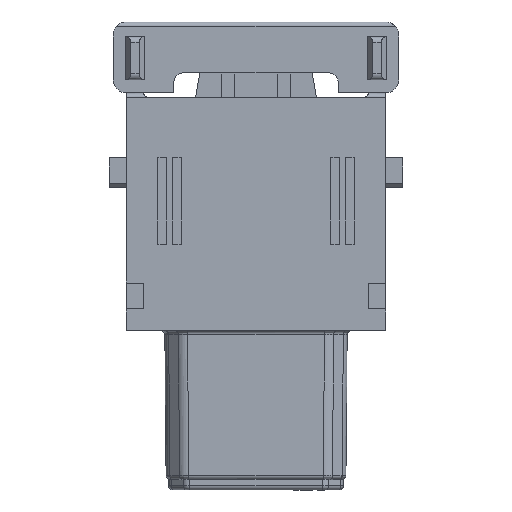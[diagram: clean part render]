
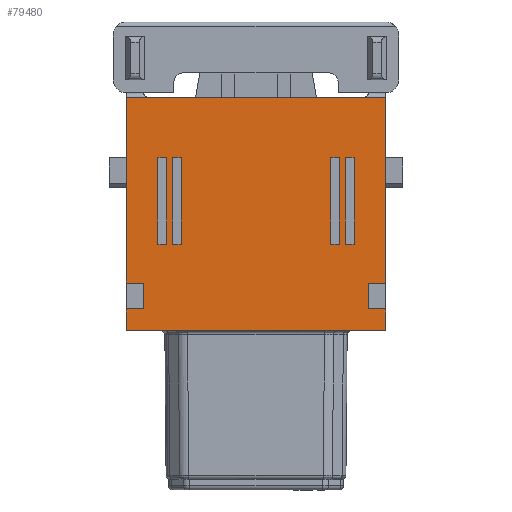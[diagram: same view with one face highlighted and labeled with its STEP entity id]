
A CAD part, left-side view. The second image highlights one B-rep face of the part: STEP entity #79480.
In plain terms, the highlighted face is planar.
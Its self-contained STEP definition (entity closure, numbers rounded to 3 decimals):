
#4350=CARTESIAN_POINT('',(56.048,53.357,-0.438));
#4360=DIRECTION('',(0.,0.,1.));
#4370=VECTOR('',#4360,1.);
#4380=LINE('',#4350,#4370);
#4390=CARTESIAN_POINT('',(56.048,53.357,-4.));
#4400=VERTEX_POINT('',#4390);
#4410=CARTESIAN_POINT('',(56.048,53.357,-2.));
#4420=VERTEX_POINT('',#4410);
#4430=EDGE_CURVE('',#4400,#4420,#4380,.T.);
#6930=CARTESIAN_POINT('',(56.048,53.357,-30.));
#6940=VERTEX_POINT('',#6930);
#6970=CARTESIAN_POINT('',(56.048,58.057,-30.));
#6980=DIRECTION('',(0.,1.,0.));
#6990=VECTOR('',#6980,1.);
#7000=LINE('',#6970,#6990);
#7010=CARTESIAN_POINT('',(56.048,56.357,-30.));
#7020=VERTEX_POINT('',#7010);
#7030=EDGE_CURVE('',#6940,#7020,#7000,.T.);
#50720=CARTESIAN_POINT('',(56.048,50.857,-32.));
#50730=VERTEX_POINT('',#50720);
#50760=CARTESIAN_POINT('',(56.048,58.057,-32.));
#50770=DIRECTION('',(0.,1.,0.));
#50780=VECTOR('',#50770,1.);
#50790=LINE('',#50760,#50780);
#50800=CARTESIAN_POINT('',(56.048,53.357,-32.));
#50810=VERTEX_POINT('',#50800);
#50820=EDGE_CURVE('',#50730,#50810,#50790,.T.);
#50950=CARTESIAN_POINT('',(56.048,56.357,-32.)
);
#50960=VERTEX_POINT('',#50950);
#50990=CARTESIAN_POINT('',(56.048,77.857,-32.)
);
#51000=DIRECTION('',(0.,-1.,0.));
#51010=VECTOR('',#51000,1.);
#51020=LINE('',#50990,#51010);
#51030=CARTESIAN_POINT('',(56.048,77.857,-32.)
);
#51040=VERTEX_POINT('',#51030);
#51050=EDGE_CURVE('',#51040,#50960,#51020,.T.);
#53960=CARTESIAN_POINT('',(56.048,51.057,-4.));
#53970=DIRECTION('',(0.,-1.,0.));
#53980=VECTOR('',#53970,1.);
#53990=LINE('',#53960,#53980);
#54000=CARTESIAN_POINT('',(56.048,56.357,-4.)
);
#54010=VERTEX_POINT('',#54000);
#54020=EDGE_CURVE('',#54010,#4400,#53990,.T.);
#60470=CARTESIAN_POINT('',(56.048,53.357,-4.559)
);
#60480=DIRECTION('',(0.,0.,-1.));
#60490=VECTOR('',#60480,1.);
#60500=LINE('',#60470,#60490);
#60510=EDGE_CURVE('',#6940,#50810,#60500,.T.);
#74430=CARTESIAN_POINT('',(56.048,50.857,-2.));
#74440=VERTEX_POINT('',#74430);
#74470=CARTESIAN_POINT('',(56.048,50.857,-4.559));
#74480=DIRECTION('',(0.,0.,-1.));
#74490=VECTOR('',#74480,1.);
#74500=LINE('',#74470,#74490);
#74510=EDGE_CURVE('',#74440,#50730,#74500,.T.);
#77640=CARTESIAN_POINT('',(56.048,63.757,-4.));
#77650=DIRECTION('',(1.,0.,0.));
#77660=DIRECTION('',(0.,0.,1.));
#77670=AXIS2_PLACEMENT_3D('',#77640,#77650,#77660);
#77680=PLANE('',#77670);
#77690=CARTESIAN_POINT('',(56.048,58.057,-26.65));
#77700=DIRECTION('',(0.,-1.,0.));
#77710=VECTOR('',#77700,1.);
#77720=LINE('',#77690,#77710);
#77730=CARTESIAN_POINT('',(56.048,70.857,-26.65));
#77740=VERTEX_POINT('',#77730);
#77750=CARTESIAN_POINT('',(56.048,60.857,-26.65)
);
#77760=VERTEX_POINT('',#77750);
#77770=EDGE_CURVE('',#77740,#77760,#77720,.T.);
#77780=ORIENTED_EDGE('',*,*,#77770,.T.);
#77790=CARTESIAN_POINT('',(56.048,70.857,-4.559)
);
#77800=DIRECTION('',(0.,0.,1.));
#77810=VECTOR('',#77800,1.);
#77820=LINE('',#77790,#77810);
#77830=CARTESIAN_POINT('',(56.048,70.857,-25.65));
#77840=VERTEX_POINT('',#77830);
#77850=EDGE_CURVE('',#77740,#77840,#77820,.T.);
#77860=ORIENTED_EDGE('',*,*,#77850,.F.);
#77870=CARTESIAN_POINT('',(56.048,58.057,-25.65));
#77880=DIRECTION('',(0.,1.,0.));
#77890=VECTOR('',#77880,1.);
#77900=LINE('',#77870,#77890);
#77910=CARTESIAN_POINT('',(56.048,60.857,-25.65)
);
#77920=VERTEX_POINT('',#77910);
#77930=EDGE_CURVE('',#77920,#77840,#77900,.T.);
#77940=ORIENTED_EDGE('',*,*,#77930,.T.);
#77950=CARTESIAN_POINT('',(56.048,60.857,-4.559)
);
#77960=DIRECTION('',(0.,0.,1.));
#77970=VECTOR('',#77960,1.);
#77980=LINE('',#77950,#77970);
#77990=EDGE_CURVE('',#77760,#77920,#77980,.T.);
#78000=ORIENTED_EDGE('',*,*,#77990,.T.);
#78010=EDGE_LOOP('',(#78000,#77940,#77860,#77780));
#78020=FACE_BOUND('',#78010,.T.);
#78030=CARTESIAN_POINT('',(56.048,58.057,-27.35));
#78040=DIRECTION('',(0.,1.,0.));
#78050=VECTOR('',#78040,1.);
#78060=LINE('',#78030,#78050);
#78070=CARTESIAN_POINT('',(56.048,60.857,-27.35)
);
#78080=VERTEX_POINT('',#78070);
#78090=CARTESIAN_POINT('',(56.048,70.857,-27.35));
#78100=VERTEX_POINT('',#78090);
#78110=EDGE_CURVE('',#78080,#78100,#78060,.T.);
#78120=ORIENTED_EDGE('',*,*,#78110,.T.);
#78130=CARTESIAN_POINT('',(56.048,60.857,-4.559)
);
#78140=DIRECTION('',(0.,0.,1.));
#78150=VECTOR('',#78140,1.);
#78160=LINE('',#78130,#78150);
#78170=CARTESIAN_POINT('',(56.048,60.857,-28.35)
);
#78180=VERTEX_POINT('',#78170);
#78190=EDGE_CURVE('',#78180,#78080,#78160,.T.);
#78200=ORIENTED_EDGE('',*,*,#78190,.T.);
#78210=CARTESIAN_POINT('',(56.048,58.057,-28.35));
#78220=DIRECTION('',(0.,-1.,0.));
#78230=VECTOR('',#78220,1.);
#78240=LINE('',#78210,#78230);
#78250=CARTESIAN_POINT('',(56.048,70.857,-28.35));
#78260=VERTEX_POINT('',#78250);
#78270=EDGE_CURVE('',#78260,#78180,#78240,.T.);
#78280=ORIENTED_EDGE('',*,*,#78270,.T.);
#78290=CARTESIAN_POINT('',(56.048,70.857,-4.559)
);
#78300=DIRECTION('',(0.,0.,1.));
#78310=VECTOR('',#78300,1.);
#78320=LINE('',#78290,#78310);
#78330=EDGE_CURVE('',#78260,#78100,#78320,.T.);
#78340=ORIENTED_EDGE('',*,*,#78330,.F.);
#78350=EDGE_LOOP('',(#78340,#78280,#78200,#78120));
#78360=FACE_BOUND('',#78350,.T.);
#78370=CARTESIAN_POINT('',(56.048,58.057,-5.65));
#78380=DIRECTION('',(0.,1.,0.));
#78390=VECTOR('',#78380,1.);
#78400=LINE('',#78370,#78390);
#78410=CARTESIAN_POINT('',(56.048,60.857,-5.65)
);
#78420=VERTEX_POINT('',#78410);
#78430=CARTESIAN_POINT('',(56.048,70.857,-5.65)
);
#78440=VERTEX_POINT('',#78430);
#78450=EDGE_CURVE('',#78420,#78440,#78400,.T.);
#78460=ORIENTED_EDGE('',*,*,#78450,.T.);
#78470=CARTESIAN_POINT('',(56.048,60.857,-4.559)
);
#78480=DIRECTION('',(0.,0.,1.));
#78490=VECTOR('',#78480,1.);
#78500=LINE('',#78470,#78490);
#78510=CARTESIAN_POINT('',(56.048,60.857,-6.65)
);
#78520=VERTEX_POINT('',#78510);
#78530=EDGE_CURVE('',#78520,#78420,#78500,.T.);
#78540=ORIENTED_EDGE('',*,*,#78530,.T.);
#78550=CARTESIAN_POINT('',(56.048,58.057,-6.65));
#78560=DIRECTION('',(0.,-1.,0.));
#78570=VECTOR('',#78560,1.);
#78580=LINE('',#78550,#78570);
#78590=CARTESIAN_POINT('',(56.048,70.857,-6.65)
);
#78600=VERTEX_POINT('',#78590);
#78610=EDGE_CURVE('',#78600,#78520,#78580,.T.);
#78620=ORIENTED_EDGE('',*,*,#78610,.T.);
#78630=CARTESIAN_POINT('',(56.048,70.857,-4.559)
);
#78640=DIRECTION('',(0.,0.,1.));
#78650=VECTOR('',#78640,1.);
#78660=LINE('',#78630,#78650);
#78670=EDGE_CURVE('',#78600,#78440,#78660,.T.);
#78680=ORIENTED_EDGE('',*,*,#78670,.F.);
#78690=EDGE_LOOP('',(#78680,#78620,#78540,#78460));
#78700=FACE_BOUND('',#78690,.T.);
#78710=CARTESIAN_POINT('',(56.048,58.057,-7.35));
#78720=DIRECTION('',(0.,1.,0.));
#78730=VECTOR('',#78720,1.);
#78740=LINE('',#78710,#78730);
#78750=CARTESIAN_POINT('',(56.048,60.857,-7.35)
);
#78760=VERTEX_POINT('',#78750);
#78770=CARTESIAN_POINT('',(56.048,70.857,-7.35)
);
#78780=VERTEX_POINT('',#78770);
#78790=EDGE_CURVE('',#78760,#78780,#78740,.T.);
#78800=ORIENTED_EDGE('',*,*,#78790,.T.);
#78810=CARTESIAN_POINT('',(56.048,60.857,-4.559)
);
#78820=DIRECTION('',(0.,0.,1.));
#78830=VECTOR('',#78820,1.);
#78840=LINE('',#78810,#78830);
#78850=CARTESIAN_POINT('',(56.048,60.857,-8.35)
);
#78860=VERTEX_POINT('',#78850);
#78870=EDGE_CURVE('',#78860,#78760,#78840,.T.);
#78880=ORIENTED_EDGE('',*,*,#78870,.T.);
#78890=CARTESIAN_POINT('',(56.048,58.057,-8.35));
#78900=DIRECTION('',(0.,-1.,0.));
#78910=VECTOR('',#78900,1.);
#78920=LINE('',#78890,#78910);
#78930=CARTESIAN_POINT('',(56.048,70.857,-8.35)
);
#78940=VERTEX_POINT('',#78930);
#78950=EDGE_CURVE('',#78940,#78860,#78920,.T.);
#78960=ORIENTED_EDGE('',*,*,#78950,.T.);
#78970=CARTESIAN_POINT('',(56.048,70.857,-4.559)
);
#78980=DIRECTION('',(0.,0.,1.));
#78990=VECTOR('',#78980,1.);
#79000=LINE('',#78970,#78990);
#79010=EDGE_CURVE('',#78940,#78780,#79000,.T.);
#79020=ORIENTED_EDGE('',*,*,#79010,.F.);
#79030=EDGE_LOOP('',(#79020,#78960,#78880,#78800));
#79040=FACE_BOUND('',#79030,.T.);
#79050=ORIENTED_EDGE('',*,*,#50820,.T.);
#79060=ORIENTED_EDGE('',*,*,#74510,.T.);
#79070=CARTESIAN_POINT('',(56.048,58.057,-2.));
#79080=DIRECTION('',(0.,1.,0.));
#79090=VECTOR('',#79080,1.);
#79100=LINE('',#79070,#79090);
#79110=EDGE_CURVE('',#74440,#4420,#79100,.T.);
#79120=ORIENTED_EDGE('',*,*,#79110,.F.);
#79130=ORIENTED_EDGE('',*,*,#4430,.T.);
#79140=ORIENTED_EDGE('',*,*,#54020,.T.);
#79150=CARTESIAN_POINT('',(56.048,56.357,
-4.));
#79160=DIRECTION('',(0.,0.,1.));
#79170=VECTOR('',#79160,1.);
#79180=LINE('',#79150,#79170);
#79190=CARTESIAN_POINT('',(56.048,56.357,-2.)
);
#79200=VERTEX_POINT('',#79190);
#79210=EDGE_CURVE('',#54010,#79200,#79180,.T.);
#79220=ORIENTED_EDGE('',*,*,#79210,.F.);
#79230=CARTESIAN_POINT('',(56.048,77.857,-2.)
);
#79240=DIRECTION('',(0.,-1.,0.));
#79250=VECTOR('',#79240,1.);
#79260=LINE('',#79230,#79250);
#79270=CARTESIAN_POINT('',(56.048,77.857,-2.)
);
#79280=VERTEX_POINT('',#79270);
#79290=EDGE_CURVE('',#79280,#79200,#79260,.T.);
#79300=ORIENTED_EDGE('',*,*,#79290,.T.);
#79310=CARTESIAN_POINT('',(56.048,77.857,-4.559)
);
#79320=DIRECTION('',(0.,0.,1.));
#79330=VECTOR('',#79320,1.);
#79340=LINE('',#79310,#79330);
#79350=EDGE_CURVE('',#51040,#79280,#79340,.T.);
#79360=ORIENTED_EDGE('',*,*,#79350,.T.);
#79370=ORIENTED_EDGE('',*,*,#51050,.F.);
#79380=CARTESIAN_POINT('',(56.048,56.357,
-4.559));
#79390=DIRECTION('',(0.,0.,-1.));
#79400=VECTOR('',#79390,1.);
#79410=LINE('',#79380,#79400);
#79420=EDGE_CURVE('',#7020,#50960,#79410,.T.);
#79430=ORIENTED_EDGE('',*,*,#79420,.T.);
#79440=ORIENTED_EDGE('',*,*,#7030,.T.);
#79450=ORIENTED_EDGE('',*,*,#60510,.F.);
#79460=EDGE_LOOP('',(#79450,#79440,#79430,#79370,#79360,#79300,#79220,
#79140,#79130,#79120,#79060,#79050));
#79470=FACE_OUTER_BOUND('',#79460,.T.);
#79480=ADVANCED_FACE('',(#78020,#78360,#78700,#79040,#79470),#77680,.T.)
;
